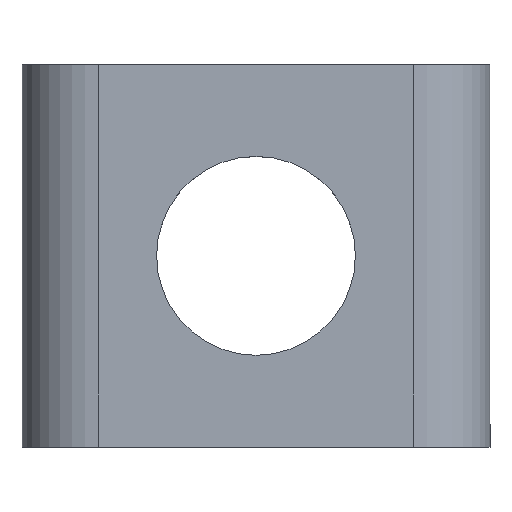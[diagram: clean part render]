
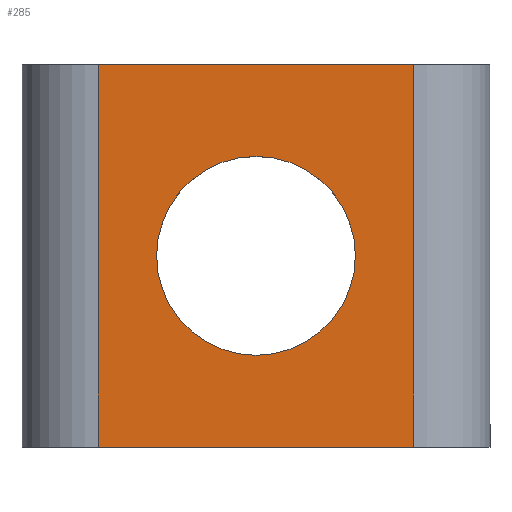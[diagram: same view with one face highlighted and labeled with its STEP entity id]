
A CAD part, top view. The second image highlights one B-rep face of the part: STEP entity #285.
In plain terms, the highlighted planar face has unit normal (0, 0, 1).
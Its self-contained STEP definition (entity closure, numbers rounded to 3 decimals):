
#16=FACE_BOUND('',#49,.T.);
#18=PLANE('',#330);
#32=FACE_OUTER_BOUND('',#48,.T.);
#48=EDGE_LOOP('',(#217,#218,#219,#220));
#49=EDGE_LOOP('',(#221));
#60=LINE('',#433,#89);
#67=LINE('',#461,#96);
#69=LINE('',#469,#98);
#70=LINE('',#470,#99);
#89=VECTOR('',#350,10.);
#96=VECTOR('',#375,10.);
#98=VECTOR('',#385,10.);
#99=VECTOR('',#386,10.);
#127=CIRCLE('',#331,2.6);
#128=VERTEX_POINT('',#426);
#131=VERTEX_POINT('',#431);
#140=VERTEX_POINT('',#454);
#143=VERTEX_POINT('',#459);
#146=VERTEX_POINT('',#471);
#158=EDGE_CURVE('',#128,#131,#60,.T.);
#171=EDGE_CURVE('',#140,#143,#67,.T.);
#175=EDGE_CURVE('',#140,#131,#69,.T.);
#176=EDGE_CURVE('',#128,#143,#70,.T.);
#177=EDGE_CURVE('',#146,#146,#127,.T.);
#217=ORIENTED_EDGE('',*,*,#158,.T.);
#218=ORIENTED_EDGE('',*,*,#175,.F.);
#219=ORIENTED_EDGE('',*,*,#171,.T.);
#220=ORIENTED_EDGE('',*,*,#176,.F.);
#221=ORIENTED_EDGE('',*,*,#177,.T.);
#285=ADVANCED_FACE('',(#32,#16),#18,.T.);
#330=AXIS2_PLACEMENT_3D('',#468,#383,#384);
#331=AXIS2_PLACEMENT_3D('',#472,#387,#388);
#350=DIRECTION('',(0.,1.,0.));
#375=DIRECTION('',(0.,-1.,0.));
#383=DIRECTION('center_axis',(0.,0.,1.));
#384=DIRECTION('ref_axis',(1.,0.,0.));
#385=DIRECTION('',(1.,0.,0.));
#386=DIRECTION('',(-1.,0.,0.));
#387=DIRECTION('center_axis',(0.,0.,-1.));
#388=DIRECTION('ref_axis',(1.,0.,0.));
#426=CARTESIAN_POINT('',(4.119,-5.,1.));
#431=CARTESIAN_POINT('',(4.119,5.,1.));
#433=CARTESIAN_POINT('',(4.119,-2.5,1.));
#454=CARTESIAN_POINT('',(-4.119,5.,1.));
#459=CARTESIAN_POINT('',(-4.119,-5.,1.));
#461=CARTESIAN_POINT('',(-4.119,2.5,1.));
#468=CARTESIAN_POINT('Origin',(-7.063,0.,1.));
#469=CARTESIAN_POINT('',(8.875,5.,1.));
#470=CARTESIAN_POINT('',(-8.875,-5.,1.));
#471=CARTESIAN_POINT('',(-2.6,0.,1.));
#472=CARTESIAN_POINT('Origin',(0.,0.,1.));
